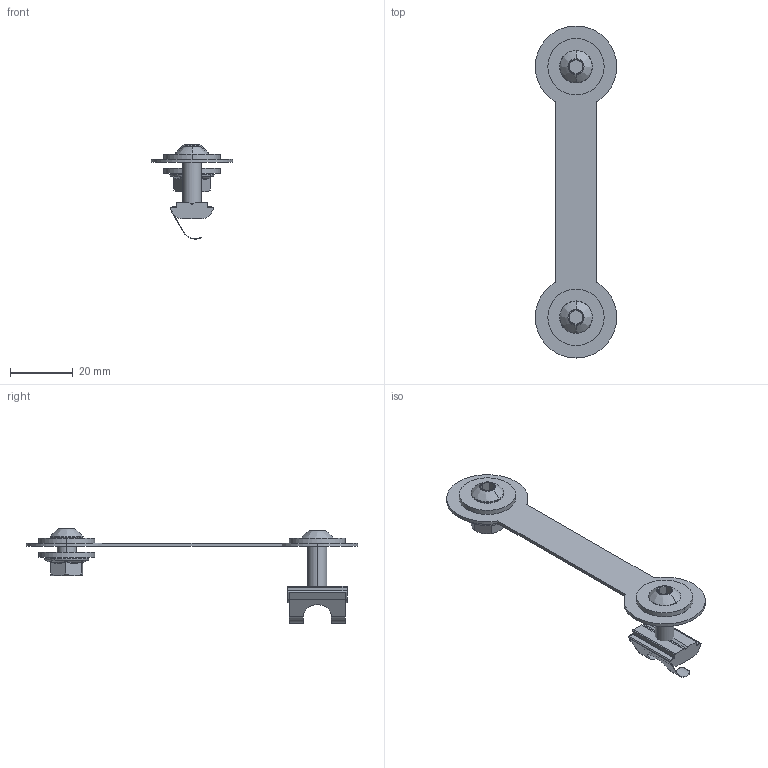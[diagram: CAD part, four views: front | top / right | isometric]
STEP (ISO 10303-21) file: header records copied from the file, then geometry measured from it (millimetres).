
FILE_DESCRIPTION (( 'STEP AP214' ), '1' );
FILE_NAME ('093096S01.STEP', '2014-07-31T09:28:13', ( 'install' ), ( '' ), 'SwSTEP 2.0', 'SolidWorks 2014', '' );
FILE_SCHEMA (( 'AUTOMOTIVE_DESIGN' ));
Length unit declared in the file: millimetre
Products named in the file (1): 093096S01
Bounding box: 26 x 106 x 30.07 mm (x, y, z)
Volume: 5466.4 mm3; surface area: 8151.1 mm2
Topology: 8 solids, 8 shells, 191 faces, 464 edges, 292 vertices
Faces by surface type: plane 91, cylinder 53, bspline 26, cone 21
Entity records: 8546 total; most frequent: CARTESIAN_POINT 1933, ORIENTED_EDGE 928, DIRECTION 900, EDGE_CURVE 464, AXIS2_PLACEMENT_3D 329, VERTEX_POINT 292, LINE 242, VECTOR 242
